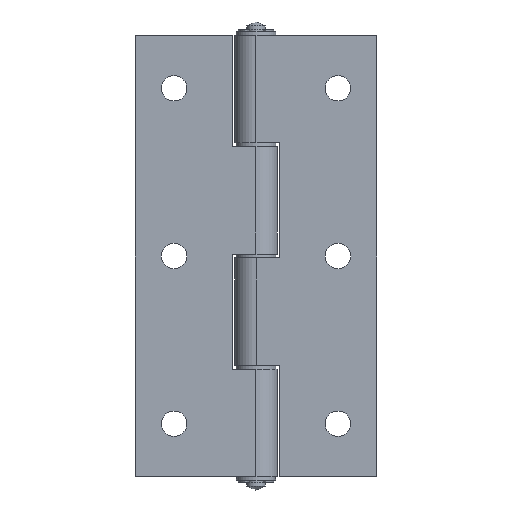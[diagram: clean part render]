
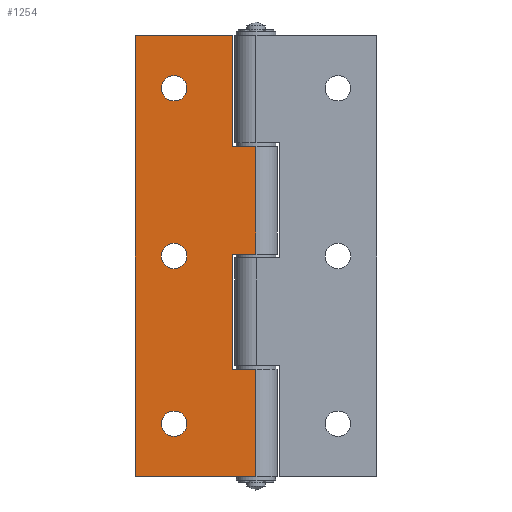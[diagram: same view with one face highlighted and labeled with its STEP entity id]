
A CAD part, front view. The second image highlights one B-rep face of the part: STEP entity #1254.
In plain terms, the highlighted planar face has unit normal (0, -1, 0).
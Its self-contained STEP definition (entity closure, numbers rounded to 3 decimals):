
#77=LINE('',#1943,#157);
#80=LINE('',#1949,#160);
#82=LINE('',#1958,#162);
#85=LINE('',#1968,#165);
#88=LINE('',#1977,#168);
#89=LINE('',#1980,#169);
#97=LINE('',#2001,#177);
#99=LINE('',#2005,#179);
#100=LINE('',#2010,#180);
#101=LINE('',#2011,#181);
#157=VECTOR('',#1527,29.5);
#160=VECTOR('',#1532,6.);
#162=VECTOR('',#1542,6.);
#165=VECTOR('',#1549,6.);
#168=VECTOR('',#1558,28.5);
#169=VECTOR('',#1561,27.5);
#177=VECTOR('',#1583,25.);
#179=VECTOR('',#1587,113.);
#180=VECTOR('',#1594,27.5);
#181=VECTOR('',#1595,31.);
#243=PLANE('',#1359);
#320=FACE_BOUND('',#473,.T.);
#321=FACE_BOUND('',#474,.T.);
#322=FACE_BOUND('',#475,.T.);
#379=FACE_OUTER_BOUND('',#472,.T.);
#472=EDGE_LOOP('',(#989,#990,#991,#992,#993,#994,#995,#996,#997,#998));
#473=EDGE_LOOP('',(#999));
#474=EDGE_LOOP('',(#1000));
#475=EDGE_LOOP('',(#1001));
#576=CIRCLE('',#1326,3.25);
#579=CIRCLE('',#1331,3.25);
#582=CIRCLE('',#1336,3.25);
#650=VERTEX_POINT('',#1918);
#653=VERTEX_POINT('',#1926);
#656=VERTEX_POINT('',#1934);
#659=VERTEX_POINT('',#1940);
#660=VERTEX_POINT('',#1942);
#662=VERTEX_POINT('',#1948);
#665=VERTEX_POINT('',#1956);
#669=VERTEX_POINT('',#1965);
#670=VERTEX_POINT('',#1967);
#673=VERTEX_POINT('',#1975);
#674=VERTEX_POINT('',#1979);
#680=VERTEX_POINT('',#1999);
#681=VERTEX_POINT('',#2003);
#768=EDGE_CURVE('',#650,#650,#576,.T.);
#771=EDGE_CURVE('',#653,#653,#579,.T.);
#774=EDGE_CURVE('',#656,#656,#582,.T.);
#777=EDGE_CURVE('',#660,#659,#77,.T.);
#780=EDGE_CURVE('',#662,#660,#80,.T.);
#785=EDGE_CURVE('',#659,#665,#82,.T.);
#789=EDGE_CURVE('',#670,#669,#85,.T.);
#794=EDGE_CURVE('',#669,#673,#88,.T.);
#795=EDGE_CURVE('',#662,#674,#89,.T.);
#806=EDGE_CURVE('',#673,#680,#97,.T.);
#808=EDGE_CURVE('',#680,#681,#99,.T.);
#810=EDGE_CURVE('',#670,#665,#100,.T.);
#811=EDGE_CURVE('',#674,#681,#101,.T.);
#989=ORIENTED_EDGE('',*,*,#785,.T.);
#990=ORIENTED_EDGE('',*,*,#810,.F.);
#991=ORIENTED_EDGE('',*,*,#789,.T.);
#992=ORIENTED_EDGE('',*,*,#794,.T.);
#993=ORIENTED_EDGE('',*,*,#806,.T.);
#994=ORIENTED_EDGE('',*,*,#808,.T.);
#995=ORIENTED_EDGE('',*,*,#811,.F.);
#996=ORIENTED_EDGE('',*,*,#795,.F.);
#997=ORIENTED_EDGE('',*,*,#780,.T.);
#998=ORIENTED_EDGE('',*,*,#777,.T.);
#999=ORIENTED_EDGE('',*,*,#768,.T.);
#1000=ORIENTED_EDGE('',*,*,#771,.T.);
#1001=ORIENTED_EDGE('',*,*,#774,.T.);
#1254=ADVANCED_FACE('',(#379,#320,#321,#322),#243,.T.);
#1326=AXIS2_PLACEMENT_3D('',#1919,#1501,#1502);
#1331=AXIS2_PLACEMENT_3D('',#1927,#1511,#1512);
#1336=AXIS2_PLACEMENT_3D('',#1935,#1521,#1522);
#1359=AXIS2_PLACEMENT_3D('',#2009,#1592,#1593);
#1501=DIRECTION('center_axis',(0.,1.,0.));
#1502=DIRECTION('ref_axis',(1.,0.,0.));
#1511=DIRECTION('center_axis',(0.,1.,0.));
#1512=DIRECTION('ref_axis',(1.,0.,0.));
#1521=DIRECTION('center_axis',(0.,1.,0.));
#1522=DIRECTION('ref_axis',(1.,0.,0.));
#1527=DIRECTION('',(0.,0.,1.));
#1532=DIRECTION('',(-1.,0.,0.));
#1542=DIRECTION('',(1.,0.,0.));
#1549=DIRECTION('',(-1.,0.,0.));
#1558=DIRECTION('',(0.,0.,1.));
#1561=DIRECTION('',(0.,0.,-1.));
#1583=DIRECTION('',(-1.,0.,0.));
#1587=DIRECTION('',(0.,0.,-1.));
#1592=DIRECTION('center_axis',(0.,-1.,0.));
#1593=DIRECTION('ref_axis',(-1.,0.,0.));
#1594=DIRECTION('',(0.,0.,-1.));
#1595=DIRECTION('',(-1.,0.,0.));
#1918=CARTESIAN_POINT('',(-24.25,0.,-56.5));
#1919=CARTESIAN_POINT('Origin',(-21.,0.,-56.5));
#1926=CARTESIAN_POINT('',(-24.25,0.,-99.5));
#1927=CARTESIAN_POINT('Origin',(-21.,0.,-99.5));
#1934=CARTESIAN_POINT('',(-24.25,0.,-13.5));
#1935=CARTESIAN_POINT('Origin',(-21.,0.,-13.5));
#1940=CARTESIAN_POINT('',(-6.,0.,-56.));
#1942=CARTESIAN_POINT('',(-6.,0.,-85.5));
#1943=CARTESIAN_POINT('',(-6.,0.,-42.75));
#1948=CARTESIAN_POINT('',(0.,0.,-85.5));
#1949=CARTESIAN_POINT('',(4.424,0.,-85.5));
#1956=CARTESIAN_POINT('',(0.,0.,-56.));
#1958=CARTESIAN_POINT('',(-3.,0.,-56.));
#1965=CARTESIAN_POINT('',(-6.,0.,-28.5));
#1967=CARTESIAN_POINT('',(0.,0.,-28.5));
#1968=CARTESIAN_POINT('',(4.424,0.,-28.5));
#1975=CARTESIAN_POINT('',(-6.,0.,0.));
#1977=CARTESIAN_POINT('',(-6.,0.,-14.25));
#1979=CARTESIAN_POINT('',(0.,0.,-113.));
#1980=CARTESIAN_POINT('',(0.,0.,0.));
#1999=CARTESIAN_POINT('',(-31.,0.,0.));
#2001=CARTESIAN_POINT('',(0.,0.,0.));
#2003=CARTESIAN_POINT('',(-31.,0.,-113.));
#2005=CARTESIAN_POINT('',(-31.,0.,0.));
#2009=CARTESIAN_POINT('Origin',(0.,0.,0.));
#2010=CARTESIAN_POINT('',(0.,0.,0.));
#2011=CARTESIAN_POINT('',(0.,0.,-113.));
